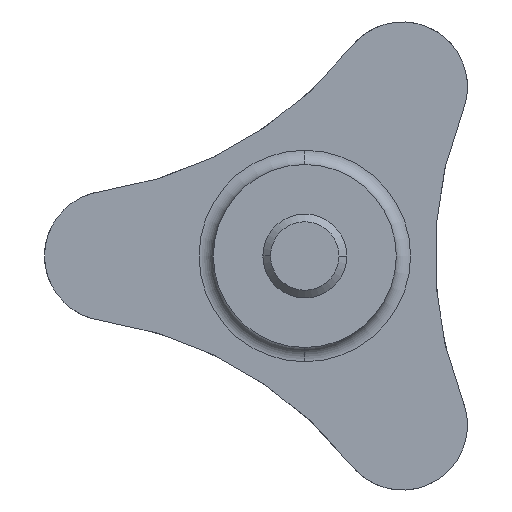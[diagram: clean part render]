
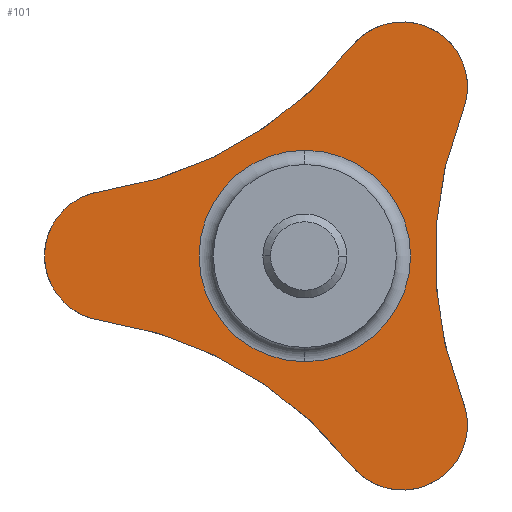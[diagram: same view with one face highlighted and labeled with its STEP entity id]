
A CAD part, front view. The second image highlights one B-rep face of the part: STEP entity #101.
In plain terms, the highlighted planar face has unit normal (0, -1, 0).
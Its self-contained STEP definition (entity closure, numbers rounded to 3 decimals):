
#101 = ADVANCED_FACE( '', ( #157, #158 ), #159, .T. );
#157 = FACE_OUTER_BOUND( '', #215, .T. );
#158 = FACE_BOUND( '', #216, .T. );
#159 = PLANE( '', #217 );
#215 = EDGE_LOOP( '', ( #408, #409, #410, #411, #412, #413, #414, #415, #416 ) );
#216 = EDGE_LOOP( '', ( #417, #418, #419 ) );
#217 = AXIS2_PLACEMENT_3D( '', #420, #421, #422 );
#408 = ORIENTED_EDGE( '', *, *, #483, .T. );
#409 = ORIENTED_EDGE( '', *, *, #475, .T. );
#410 = ORIENTED_EDGE( '', *, *, #463, .T. );
#411 = ORIENTED_EDGE( '', *, *, #467, .T. );
#412 = ORIENTED_EDGE( '', *, *, #492, .T. );
#413 = ORIENTED_EDGE( '', *, *, #489, .T. );
#414 = ORIENTED_EDGE( '', *, *, #472, .T. );
#415 = ORIENTED_EDGE( '', *, *, #494, .T. );
#416 = ORIENTED_EDGE( '', *, *, #480, .T. );
#417 = ORIENTED_EDGE( '', *, *, #503, .T. );
#418 = ORIENTED_EDGE( '', *, *, #442, .T. );
#419 = ORIENTED_EDGE( '', *, *, #504, .T. );
#420 = CARTESIAN_POINT( '', ( 21.8, 17., 0. ) );
#421 = DIRECTION( '', ( 0., -1., 0. ) );
#422 = DIRECTION( '', ( -1., 0., 0. ) );
#442 = EDGE_CURVE( '', #506, #512, #514, .T. );
#463 = EDGE_CURVE( '', #551, #549, #552, .T. );
#467 = EDGE_CURVE( '', #549, #557, #559, .T. );
#472 = EDGE_CURVE( '', #523, #566, #568, .T. );
#475 = EDGE_CURVE( '', #572, #551, #573, .T. );
#480 = EDGE_CURVE( '', #582, #580, #583, .T. );
#483 = EDGE_CURVE( '', #580, #572, #587, .T. );
#489 = EDGE_CURVE( '', #597, #523, #598, .T. );
#492 = EDGE_CURVE( '', #557, #597, #601, .T. );
#494 = EDGE_CURVE( '', #566, #582, #603, .T. );
#503 = EDGE_CURVE( '', #612, #506, #613, .T. );
#504 = EDGE_CURVE( '', #512, #612, #614, .T. );
#506 = VERTEX_POINT( '', #616 );
#512 = VERTEX_POINT( '', #622 );
#514 = CIRCLE( '', #624, 12.6 );
#523 = VERTEX_POINT( '', #635 );
#549 = VERTEX_POINT( '', #697 );
#551 = VERTEX_POINT( '', #716 );
#552 = CIRCLE( '', #717, 7.75 );
#557 = VERTEX_POINT( '', #728 );
#559 = CIRCLE( '', #731, 7.75 );
#566 = VERTEX_POINT( '', #769 );
#568 = CIRCLE( '', #772, 7.75 );
#572 = VERTEX_POINT( '', #810 );
#573 = CIRCLE( '', #811, 46.5 );
#580 = VERTEX_POINT( '', #833 );
#582 = VERTEX_POINT( '', #852 );
#583 = CIRCLE( '', #853, 7.75 );
#587 = CIRCLE( '', #863, 7.75 );
#597 = VERTEX_POINT( '', #930 );
#598 = CIRCLE( '', #931, 7.75 );
#601 = CIRCLE( '', #960, 46.5 );
#603 = CIRCLE( '', #987, 46.5 );
#612 = VERTEX_POINT( '', #996 );
#613 = CIRCLE( '', #997, 12.6 );
#614 = CIRCLE( '', #998, 12.6 );
#616 = CARTESIAN_POINT( '', ( 0., 17., -12.6 ) );
#622 = CARTESIAN_POINT( '', ( 0., 17., 12.6 ) );
#624 = AXIS2_PLACEMENT_3D( '', #1011, #1012, #1013 );
#635 = CARTESIAN_POINT( '', ( -31., 17., 0. ) );
#697 = CARTESIAN_POINT( '', ( 15.5, 17., 26.847 ) );
#716 = CARTESIAN_POINT( '', ( 18.821, 17., 17.259 ) );
#717 = AXIS2_PLACEMENT_3D( '', #1048, #1049, #1050 );
#728 = CARTESIAN_POINT( '', ( 5.536, 17., 24.929 ) );
#731 = AXIS2_PLACEMENT_3D( '', #1053, #1054, #1055 );
#769 = CARTESIAN_POINT( '', ( -24.357, 17., -7.671 ) );
#772 = AXIS2_PLACEMENT_3D( '', #1057, #1058, #1059 );
#810 = CARTESIAN_POINT( '', ( 18.821, 17., -17.259 ) );
#811 = AXIS2_PLACEMENT_3D( '', #1060, #1061, #1062 );
#833 = CARTESIAN_POINT( '', ( 15.5, 17., -26.847 ) );
#852 = CARTESIAN_POINT( '', ( 5.536, 17., -24.929 ) );
#853 = AXIS2_PLACEMENT_3D( '', #1064, #1065, #1066 );
#863 = AXIS2_PLACEMENT_3D( '', #1068, #1069, #1070 );
#930 = CARTESIAN_POINT( '', ( -24.357, 17., 7.671 ) );
#931 = AXIS2_PLACEMENT_3D( '', #1071, #1072, #1073 );
#960 = AXIS2_PLACEMENT_3D( '', #1075, #1076, #1077 );
#987 = AXIS2_PLACEMENT_3D( '', #1078, #1079, #1080 );
#996 = CARTESIAN_POINT( '', ( 12.6, 17., 0. ) );
#997 = AXIS2_PLACEMENT_3D( '', #1105, #1106, #1107 );
#998 = AXIS2_PLACEMENT_3D( '', #1108, #1109, #1110 );
#1011 = CARTESIAN_POINT( '', ( 0., 17., 0. ) );
#1012 = DIRECTION( '', ( 0., 1., 0. ) );
#1013 = DIRECTION( '', ( 1., 0., 0. ) );
#1048 = CARTESIAN_POINT( '', ( 11.625, 17., 20.135 ) );
#1049 = DIRECTION( '', ( 0., -1., 0. ) );
#1050 = DIRECTION( '', ( -0.786, 0., 0.619 ) );
#1053 = CARTESIAN_POINT( '', ( 11.625, 17., 20.135 ) );
#1054 = DIRECTION( '', ( 0., -1., 0. ) );
#1055 = DIRECTION( '', ( -0.786, 0., 0.619 ) );
#1057 = CARTESIAN_POINT( '', ( -23.25, 17., 0. ) );
#1058 = DIRECTION( '', ( 0., -1., 0. ) );
#1059 = DIRECTION( '', ( -0.143, 0., -0.99 ) );
#1060 = CARTESIAN_POINT( '', ( 62., 17., 0. ) );
#1061 = DIRECTION( '', ( 0., 1., 0. ) );
#1062 = DIRECTION( '', ( -0.929, 0., 0.371 ) );
#1064 = CARTESIAN_POINT( '', ( 11.625, 17., -20.135 ) );
#1065 = DIRECTION( '', ( 0., -1., 0. ) );
#1066 = DIRECTION( '', ( 0.929, 0., 0.371 ) );
#1068 = CARTESIAN_POINT( '', ( 11.625, 17., -20.135 ) );
#1069 = DIRECTION( '', ( 0., -1., 0. ) );
#1070 = DIRECTION( '', ( 0.929, 0., 0.371 ) );
#1071 = CARTESIAN_POINT( '', ( -23.25, 17., 0. ) );
#1072 = DIRECTION( '', ( 0., -1., 0. ) );
#1073 = DIRECTION( '', ( -0.143, 0., -0.99 ) );
#1075 = CARTESIAN_POINT( '', ( -31., 17., 53.694 ) );
#1076 = DIRECTION( '', ( 0., 1., 0. ) );
#1077 = DIRECTION( '', ( 0.143, 0., -0.99 ) );
#1078 = CARTESIAN_POINT( '', ( -31., 17., -53.694 ) );
#1079 = DIRECTION( '', ( 0., 1., 0. ) );
#1080 = DIRECTION( '', ( 0.786, 0., 0.619 ) );
#1105 = CARTESIAN_POINT( '', ( 0., 17., 0. ) );
#1106 = DIRECTION( '', ( 0., 1., 0. ) );
#1107 = DIRECTION( '', ( 1., 0., 0. ) );
#1108 = CARTESIAN_POINT( '', ( 0., 17., 0. ) );
#1109 = DIRECTION( '', ( 0., 1., 0. ) );
#1110 = DIRECTION( '', ( 1., 0., 0. ) );
